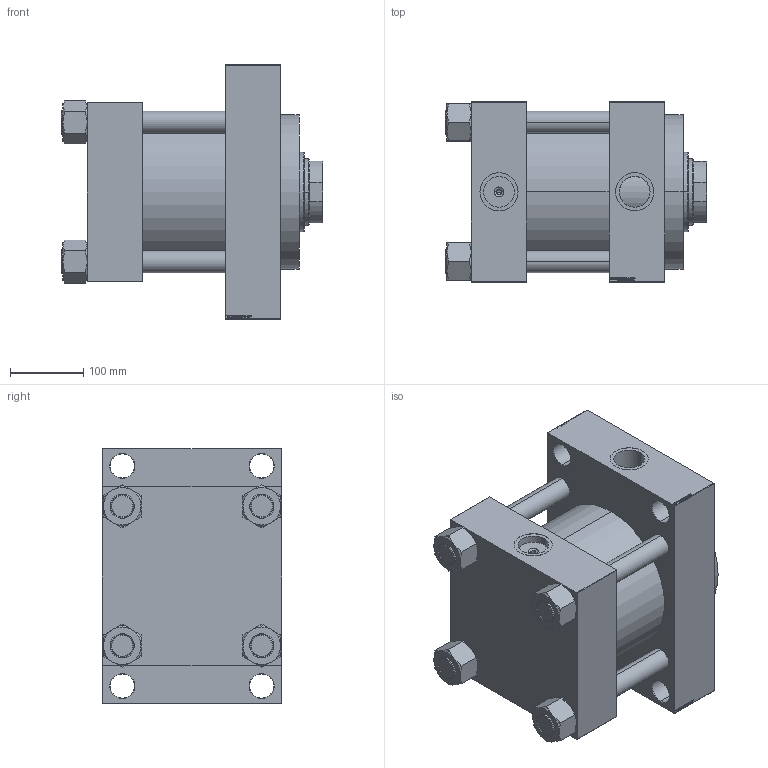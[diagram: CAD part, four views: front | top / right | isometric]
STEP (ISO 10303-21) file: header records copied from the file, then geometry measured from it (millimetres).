
FILE_DESCRIPTION (( 'STEP AP203' ), '1' );
FILE_NAME ('e246.STEP', '2024-01-08T15:17:30', ( '' ), ( '' ), 'SwSTEP 2.0', 'SolidWorks 2019', '' );
FILE_SCHEMA (( 'CONFIG_CONTROL_DESIGN' ));
Length unit declared in the file: millimetre
Products named in the file (6): V215CD_VC_A 2f3a36b6c2edf88e45ab2faeb442becc; V215CD_VCP_D 2f3a36b6c2edf88e45ab2faeb442becc; e246; V215CD_D_Body 2f3a36b6c2edf88e45ab2faeb442becc; V215CD_NUT_M5_D 2f3a36b6c2edf88e45ab2faeb442becc; V215CD_D_TYCINKA 2f3a36b6c2edf88e45ab2faeb442becc
Assembly tree (11 placements, depth 2):
  e246
    V215CD_D_Body 2f3a36b6c2edf88e45ab2faeb442becc
    V215CD_VC_A 2f3a36b6c2edf88e45ab2faeb442becc
    V215CD_VCP_D 2f3a36b6c2edf88e45ab2faeb442becc
    V215CD_D_TYCINKA 2f3a36b6c2edf88e45ab2faeb442becc  x4
    V215CD_NUT_M5_D 2f3a36b6c2edf88e45ab2faeb442becc  x4
Bounding box: 356 x 245 x 347 mm (x, y, z)
Volume: 14645353.7 mm3; surface area: 1097202.5 mm2
Topology: 11 solids, 11 shells, 1148 faces, 2902 edges, 1887 vertices
Faces by surface type: plane 544, bspline 368, cone 142, cylinder 86, torus 8
Entity records: 47648 total; most frequent: CARTESIAN_POINT 25198, ORIENTED_EDGE 5068, DIRECTION 3250, EDGE_CURVE 2534, VERTEX_POINT 1665, VECTOR 1524, LINE 1524, EDGE_LOOP 1123
